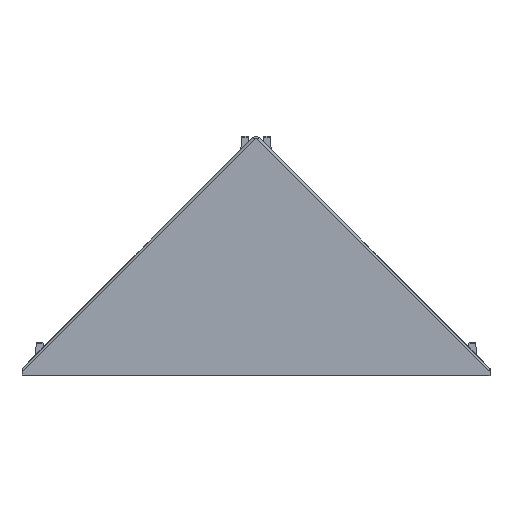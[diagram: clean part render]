
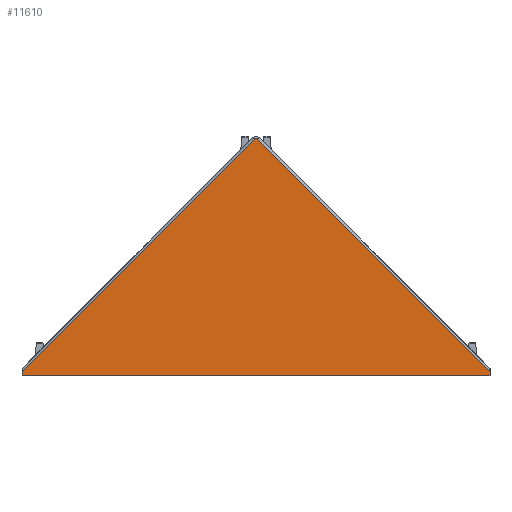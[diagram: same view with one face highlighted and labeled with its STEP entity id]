
A CAD part, top view. The second image highlights one B-rep face of the part: STEP entity #11610.
In plain terms, the highlighted planar face has unit normal (0, 0, 1).
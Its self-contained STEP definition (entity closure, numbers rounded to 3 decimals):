
#424 = DIRECTION ( 'NONE',  ( 1., 0., 0. ) ) ;
#655 = EDGE_CURVE ( 'NONE', #10946, #14647, #6871, .T. ) ;
#740 = CARTESIAN_POINT ( 'NONE',  ( 53.132, 0., 37. ) ) ;
#877 = FACE_OUTER_BOUND ( 'NONE', #8205, .T. ) ;
#978 = AXIS2_PLACEMENT_3D ( 'NONE', #11597, #12810, #5825 ) ;
#1260 = CARTESIAN_POINT ( 'NONE',  ( -52.778, 1.146, 37. ) ) ;
#1536 = EDGE_CURVE ( 'NONE', #2741, #9863, #2626, .T. ) ;
#1755 = VECTOR ( 'NONE', #424, 1000. ) ;
#2211 = DIRECTION ( 'NONE',  ( -0.707, -0.707, 0. ) ) ;
#2310 = VECTOR ( 'NONE', #7905, 1000. ) ;
#2478 = LINE ( 'NONE', #6765, #2310 ) ;
#2626 = LINE ( 'NONE', #13810, #5419 ) ;
#2741 = VERTEX_POINT ( 'NONE', #8613 ) ;
#2995 = ORIENTED_EDGE ( 'NONE', *, *, #1536, .T. ) ;
#3030 = VECTOR ( 'NONE', #2211, 1000. ) ;
#3461 = PLANE ( 'NONE',  #978 ) ;
#4547 = CARTESIAN_POINT ( 'NONE',  ( 0.354, 53.571, 37. ) ) ;
#4655 = ORIENTED_EDGE ( 'NONE', *, *, #9120, .T. ) ;
#4911 = CIRCLE ( 'NONE', #8049, 0.5 ) ;
#5419 = VECTOR ( 'NONE', #12679, 1000. ) ;
#5825 = DIRECTION ( 'NONE',  ( 1., 0., 0. ) ) ;
#6303 = CARTESIAN_POINT ( 'NONE',  ( 0., 53.217, 37. ) ) ;
#6617 = EDGE_CURVE ( 'NONE', #9863, #10946, #4911, .T. ) ;
#6743 = DIRECTION ( 'NONE',  ( 0., 1., 0. ) ) ;
#6765 = CARTESIAN_POINT ( 'NONE',  ( -53.132, 1.5, 37. ) ) ;
#6871 = LINE ( 'NONE', #1260, #3030 ) ;
#7470 = DIRECTION ( 'NONE',  ( 1., 0., 0. ) ) ;
#7736 = CARTESIAN_POINT ( 'NONE',  ( -53.132, 0.793, 37. ) ) ;
#7790 = VERTEX_POINT ( 'NONE', #11103 ) ;
#7905 = DIRECTION ( 'NONE',  ( 0., -1., 0. ) ) ;
#7969 = LINE ( 'NONE', #8600, #1755 ) ;
#8049 = AXIS2_PLACEMENT_3D ( 'NONE', #6303, #14463, #7470 ) ;
#8088 = ORIENTED_EDGE ( 'NONE', *, *, #14698, .T. ) ;
#8205 = EDGE_LOOP ( 'NONE', ( #14127, #12117, #12493, #4655, #8088, #2995 ) ) ;
#8600 = CARTESIAN_POINT ( 'NONE',  ( -53.132, 0., 37. ) ) ;
#8613 = CARTESIAN_POINT ( 'NONE',  ( 53.132, 0.793, 37. ) ) ;
#8638 = LINE ( 'NONE', #14888, #11376 ) ;
#8866 = EDGE_CURVE ( 'NONE', #14647, #7790, #2478, .T. ) ;
#9120 = EDGE_CURVE ( 'NONE', #7790, #13647, #7969, .T. ) ;
#9863 = VERTEX_POINT ( 'NONE', #4547 ) ;
#10946 = VERTEX_POINT ( 'NONE', #15106 ) ;
#11103 = CARTESIAN_POINT ( 'NONE',  ( -53.132, 0., 37. ) ) ;
#11376 = VECTOR ( 'NONE', #6743, 1000. ) ;
#11597 = CARTESIAN_POINT ( 'NONE',  ( 0., 54.632, 37. ) ) ;
#11610 = ADVANCED_FACE ( 'NONE', ( #877 ), #3461, .T. ) ;
#12117 = ORIENTED_EDGE ( 'NONE', *, *, #655, .T. ) ;
#12493 = ORIENTED_EDGE ( 'NONE', *, *, #8866, .T. ) ;
#12679 = DIRECTION ( 'NONE',  ( -0.707, 0.707, 0. ) ) ;
#12810 = DIRECTION ( 'NONE',  ( 0., 0., 1. ) ) ;
#13647 = VERTEX_POINT ( 'NONE', #740 ) ;
#13810 = CARTESIAN_POINT ( 'NONE',  ( 0.354, 53.571, 37. ) ) ;
#14127 = ORIENTED_EDGE ( 'NONE', *, *, #6617, .T. ) ;
#14463 = DIRECTION ( 'NONE',  ( 0., 0., 1. ) ) ;
#14647 = VERTEX_POINT ( 'NONE', #7736 ) ;
#14698 = EDGE_CURVE ( 'NONE', #13647, #2741, #8638, .T. ) ;
#14888 = CARTESIAN_POINT ( 'NONE',  ( 53.132, 1.5, 37. ) ) ;
#15106 = CARTESIAN_POINT ( 'NONE',  ( -0.354, 53.571, 37. ) ) ;
